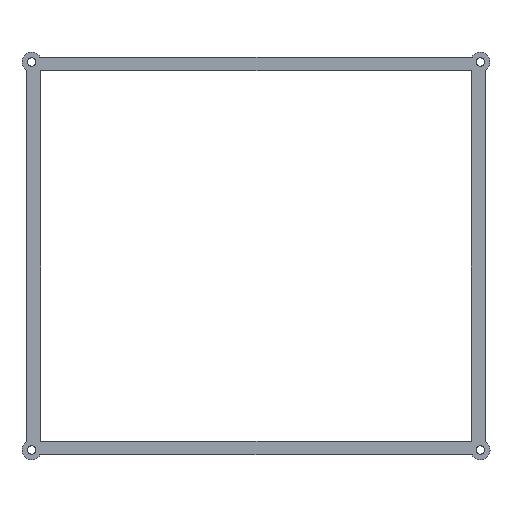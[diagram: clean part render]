
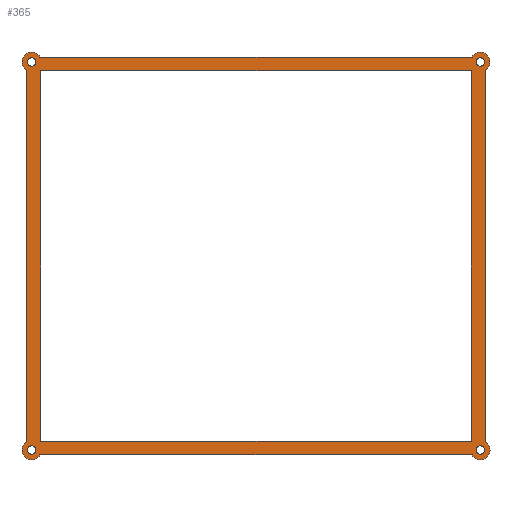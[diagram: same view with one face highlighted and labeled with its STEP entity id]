
A CAD part, top view. The second image highlights one B-rep face of the part: STEP entity #365.
In plain terms, the highlighted planar face has unit normal (0, 0, 1).
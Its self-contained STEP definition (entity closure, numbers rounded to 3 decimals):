
#19=FACE_BOUND('',#74,.T.);
#20=FACE_BOUND('',#75,.T.);
#21=FACE_BOUND('',#76,.T.);
#22=FACE_BOUND('',#77,.T.);
#23=FACE_BOUND('',#78,.T.);
#37=PLANE('',#414);
#55=FACE_OUTER_BOUND('',#73,.T.);
#73=EDGE_LOOP('',(#309,#310,#311,#312,#313,#314,#315,#316));
#74=EDGE_LOOP('',(#317));
#75=EDGE_LOOP('',(#318,#319,#320,#321));
#76=EDGE_LOOP('',(#322));
#77=EDGE_LOOP('',(#323));
#78=EDGE_LOOP('',(#324));
#90=LINE('',#550,#122);
#93=LINE('',#556,#125);
#96=LINE('',#562,#128);
#99=LINE('',#566,#131);
#104=LINE('',#586,#136);
#108=LINE('',#598,#140);
#112=LINE('',#610,#144);
#116=LINE('',#620,#148);
#122=VECTOR('',#446,10.);
#125=VECTOR('',#451,10.);
#128=VECTOR('',#456,10.);
#131=VECTOR('',#461,10.);
#136=VECTOR('',#480,10.);
#140=VECTOR('',#492,10.);
#144=VECTOR('',#504,10.);
#148=VECTOR('',#516,10.);
#149=CIRCLE('',#383,1.5);
#151=CIRCLE('',#386,1.5);
#153=CIRCLE('',#389,1.5);
#155=CIRCLE('',#396,1.5);
#158=CIRCLE('',#400,3.5);
#160=CIRCLE('',#404,3.5);
#162=CIRCLE('',#408,3.5);
#164=CIRCLE('',#412,3.5);
#165=VERTEX_POINT('',#526);
#167=VERTEX_POINT('',#532);
#169=VERTEX_POINT('',#538);
#173=VERTEX_POINT('',#547);
#174=VERTEX_POINT('',#549);
#176=VERTEX_POINT('',#555);
#178=VERTEX_POINT('',#561);
#179=VERTEX_POINT('',#568);
#183=VERTEX_POINT('',#577);
#184=VERTEX_POINT('',#579);
#186=VERTEX_POINT('',#585);
#188=VERTEX_POINT('',#591);
#190=VERTEX_POINT('',#597);
#192=VERTEX_POINT('',#603);
#194=VERTEX_POINT('',#609);
#196=VERTEX_POINT('',#615);
#197=EDGE_CURVE('',#165,#165,#149,.T.);
#200=EDGE_CURVE('',#167,#167,#151,.T.);
#203=EDGE_CURVE('',#169,#169,#153,.T.);
#208=EDGE_CURVE('',#174,#173,#90,.T.);
#211=EDGE_CURVE('',#176,#174,#93,.T.);
#214=EDGE_CURVE('',#178,#176,#96,.T.);
#217=EDGE_CURVE('',#173,#178,#99,.T.);
#218=EDGE_CURVE('',#179,#179,#155,.T.);
#223=EDGE_CURVE('',#184,#183,#158,.T.);
#226=EDGE_CURVE('',#186,#184,#104,.T.);
#229=EDGE_CURVE('',#188,#186,#160,.T.);
#232=EDGE_CURVE('',#190,#188,#108,.T.);
#235=EDGE_CURVE('',#192,#190,#162,.T.);
#238=EDGE_CURVE('',#194,#192,#112,.T.);
#241=EDGE_CURVE('',#196,#194,#164,.T.);
#244=EDGE_CURVE('',#183,#196,#116,.T.);
#309=ORIENTED_EDGE('',*,*,#244,.T.);
#310=ORIENTED_EDGE('',*,*,#241,.T.);
#311=ORIENTED_EDGE('',*,*,#238,.T.);
#312=ORIENTED_EDGE('',*,*,#235,.T.);
#313=ORIENTED_EDGE('',*,*,#232,.T.);
#314=ORIENTED_EDGE('',*,*,#229,.T.);
#315=ORIENTED_EDGE('',*,*,#226,.T.);
#316=ORIENTED_EDGE('',*,*,#223,.T.);
#317=ORIENTED_EDGE('',*,*,#218,.T.);
#318=ORIENTED_EDGE('',*,*,#217,.T.);
#319=ORIENTED_EDGE('',*,*,#214,.T.);
#320=ORIENTED_EDGE('',*,*,#211,.T.);
#321=ORIENTED_EDGE('',*,*,#208,.T.);
#322=ORIENTED_EDGE('',*,*,#203,.T.);
#323=ORIENTED_EDGE('',*,*,#200,.T.);
#324=ORIENTED_EDGE('',*,*,#197,.T.);
#365=ADVANCED_FACE('',(#55,#19,#20,#21,#22,#23),#37,.T.);
#383=AXIS2_PLACEMENT_3D('',#527,#423,#424);
#386=AXIS2_PLACEMENT_3D('',#533,#430,#431);
#389=AXIS2_PLACEMENT_3D('',#539,#437,#438);
#396=AXIS2_PLACEMENT_3D('',#569,#464,#465);
#400=AXIS2_PLACEMENT_3D('',#580,#474,#475);
#404=AXIS2_PLACEMENT_3D('',#592,#486,#487);
#408=AXIS2_PLACEMENT_3D('',#604,#498,#499);
#412=AXIS2_PLACEMENT_3D('',#616,#510,#511);
#414=AXIS2_PLACEMENT_3D('',#621,#517,#518);
#423=DIRECTION('center_axis',(0.,0.,-1.));
#424=DIRECTION('ref_axis',(-1.,0.,0.));
#430=DIRECTION('center_axis',(0.,0.,-1.));
#431=DIRECTION('ref_axis',(-1.,0.,0.));
#437=DIRECTION('center_axis',(0.,0.,-1.));
#438=DIRECTION('ref_axis',(-1.,0.,0.));
#446=DIRECTION('',(0.,-1.,0.));
#451=DIRECTION('',(1.,0.,0.));
#456=DIRECTION('',(0.,1.,0.));
#461=DIRECTION('',(-1.,0.,0.));
#464=DIRECTION('center_axis',(0.,0.,-1.));
#465=DIRECTION('ref_axis',(-1.,0.,0.));
#474=DIRECTION('center_axis',(0.,0.,1.));
#475=DIRECTION('ref_axis',(-0.865,-0.502,0.));
#480=DIRECTION('',(1.,0.,0.));
#486=DIRECTION('center_axis',(0.,0.,1.));
#487=DIRECTION('ref_axis',(-0.502,0.865,0.));
#492=DIRECTION('',(0.,-1.,0.));
#498=DIRECTION('center_axis',(0.,0.,1.));
#499=DIRECTION('ref_axis',(0.865,0.502,0.));
#504=DIRECTION('',(-1.,0.,0.));
#510=DIRECTION('center_axis',(0.,0.,1.));
#511=DIRECTION('ref_axis',(0.502,-0.865,0.));
#516=DIRECTION('',(0.,1.,0.));
#517=DIRECTION('center_axis',(0.,0.,1.));
#518=DIRECTION('ref_axis',(-1.,0.,0.));
#526=CARTESIAN_POINT('',(-79.943,-70.443,46.5));
#527=CARTESIAN_POINT('Origin',(-81.443,-70.443,46.5));
#532=CARTESIAN_POINT('',(82.943,70.443,46.5));
#533=CARTESIAN_POINT('Origin',(81.443,70.443,46.5));
#538=CARTESIAN_POINT('',(-79.943,70.443,46.5));
#539=CARTESIAN_POINT('Origin',(-81.443,70.443,46.5));
#547=CARTESIAN_POINT('',(78.2,-67.2,46.5));
#549=CARTESIAN_POINT('',(78.2,67.2,46.5));
#550=CARTESIAN_POINT('',(78.2,67.2,46.5));
#555=CARTESIAN_POINT('',(-78.2,67.2,46.5));
#556=CARTESIAN_POINT('',(-78.2,67.2,46.5));
#561=CARTESIAN_POINT('',(-78.2,-67.2,46.5));
#562=CARTESIAN_POINT('',(-78.2,-67.2,46.5));
#566=CARTESIAN_POINT('',(78.2,-67.2,46.5));
#568=CARTESIAN_POINT('',(82.943,-70.443,46.5));
#569=CARTESIAN_POINT('Origin',(81.443,-70.443,46.5));
#577=CARTESIAN_POINT('',(83.2,-67.416,46.5));
#579=CARTESIAN_POINT('',(78.416,-72.2,46.5));
#580=CARTESIAN_POINT('Origin',(81.443,-70.443,46.5));
#585=CARTESIAN_POINT('',(-78.416,-72.2,46.5));
#586=CARTESIAN_POINT('',(-78.416,-72.2,46.5));
#591=CARTESIAN_POINT('',(-83.2,-67.416,46.5));
#592=CARTESIAN_POINT('Origin',(-81.443,-70.443,46.5));
#597=CARTESIAN_POINT('',(-83.2,67.416,46.5));
#598=CARTESIAN_POINT('',(-83.2,67.416,46.5));
#603=CARTESIAN_POINT('',(-78.416,72.2,46.5));
#604=CARTESIAN_POINT('Origin',(-81.443,70.443,46.5));
#609=CARTESIAN_POINT('',(78.416,72.2,46.5));
#610=CARTESIAN_POINT('',(78.416,72.2,46.5));
#615=CARTESIAN_POINT('',(83.2,67.416,46.5));
#616=CARTESIAN_POINT('Origin',(81.443,70.443,46.5));
#620=CARTESIAN_POINT('',(83.2,-22.2,46.5));
#621=CARTESIAN_POINT('Origin',(0.,0.,46.5));
